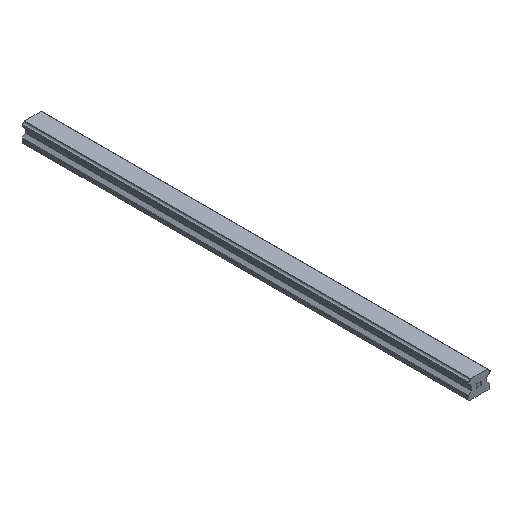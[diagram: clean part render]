
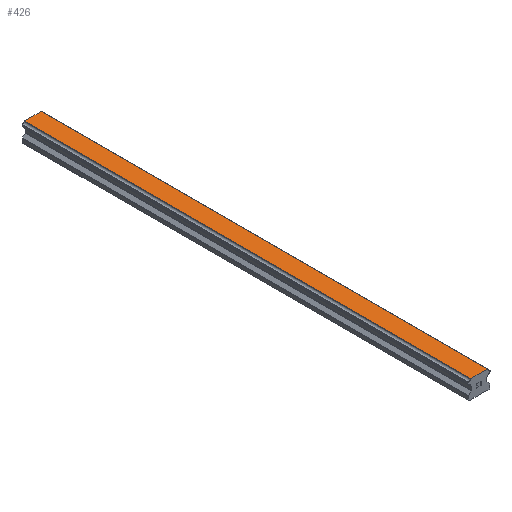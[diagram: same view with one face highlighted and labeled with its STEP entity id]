
A CAD part, isometric view. The second image highlights one B-rep face of the part: STEP entity #426.
In plain terms, the highlighted planar face has unit normal (0, 0, 1).
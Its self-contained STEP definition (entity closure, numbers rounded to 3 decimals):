
#426=ADVANCED_FACE('',(#875),#876,.T.);
#875=FACE_OUTER_BOUND('',#1349,.T.);
#876=PLANE('',#1350);
#1349=EDGE_LOOP('',(#2614,#2615,#2616,#2617));
#1350=AXIS2_PLACEMENT_3D('',#2618,#2619,#2620);
#2614=ORIENTED_EDGE('',*,*,#3230,.T.);
#2615=ORIENTED_EDGE('',*,*,#3340,.F.);
#2616=ORIENTED_EDGE('',*,*,#3092,.T.);
#2617=ORIENTED_EDGE('',*,*,#3338,.T.);
#2618=CARTESIAN_POINT('',(0.,700.0,29.));
#2619=DIRECTION('',(0.0,0.0,1.0));
#2620=DIRECTION('',(-1.0,0.0,0.0));
#3092=EDGE_CURVE('',#3790,#3788,#3791,.T.);
#3230=EDGE_CURVE('',#4021,#4019,#4022,.T.);
#3338=EDGE_CURVE('',#3788,#4021,#4152,.T.);
#3340=EDGE_CURVE('',#3790,#4019,#4154,.T.);
#3788=VERTEX_POINT('',#4765);
#3790=VERTEX_POINT('',#4768);
#3791=LINE('',#4769,#4770);
#4019=VERTEX_POINT('',#5088);
#4021=VERTEX_POINT('',#5091);
#4022=LINE('',#5092,#5093);
#4152=LINE('',#5259,#5260);
#4154=LINE('',#5262,#5263);
#4765=CARTESIAN_POINT('',(-13.251,700.0,29.));
#4768=CARTESIAN_POINT('',(13.251,700.0,29.));
#4769=CARTESIAN_POINT('',(13.251,700.0,29.));
#4770=VECTOR('',#5589,1.0);
#5088=CARTESIAN_POINT('',(13.251,0.0,29.));
#5091=CARTESIAN_POINT('',(-13.251,0.0,29.));
#5092=CARTESIAN_POINT('',(13.251,0.0,29.));
#5093=VECTOR('',#5747,1.0);
#5259=CARTESIAN_POINT('',(-13.251,700.0,29.));
#5260=VECTOR('',#5871,1.0);
#5262=CARTESIAN_POINT('',(13.251,700.0,29.));
#5263=VECTOR('',#5872,1.0);
#5589=DIRECTION('',(-1.0,0.0,0.0));
#5747=DIRECTION('',(1.0,0.0,0.0));
#5871=DIRECTION('',(0.0,-1.0,0.0));
#5872=DIRECTION('',(0.0,-1.0,0.0));
